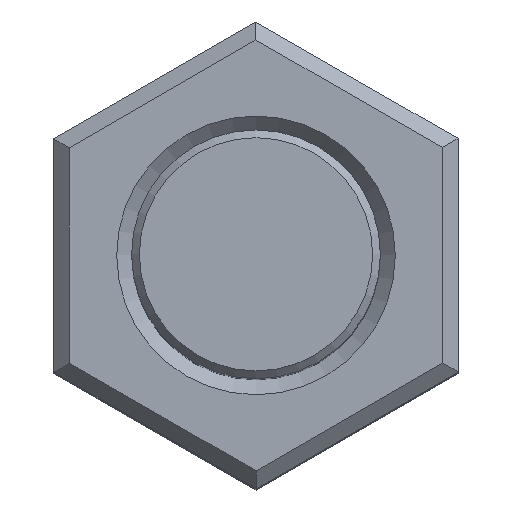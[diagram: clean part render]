
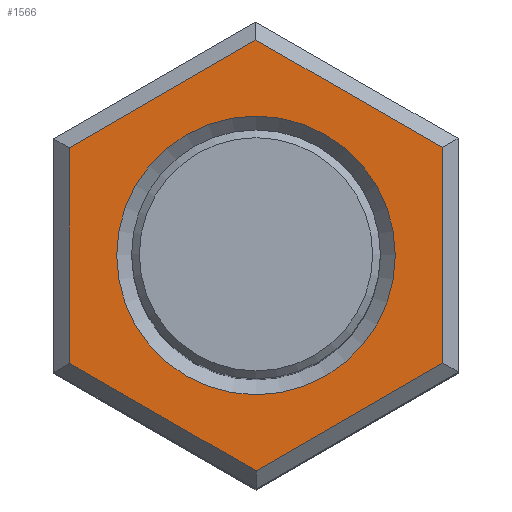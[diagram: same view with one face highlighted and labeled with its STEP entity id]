
A CAD part, top view. The second image highlights one B-rep face of the part: STEP entity #1566.
In plain terms, the highlighted planar face has unit normal (0, 0, 1).
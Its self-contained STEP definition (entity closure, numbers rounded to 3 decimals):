
#17=LINE('',#2756,#101);
#18=LINE('',#2758,#102);
#19=LINE('',#2760,#103);
#20=LINE('',#2762,#104);
#21=LINE('',#2764,#105);
#22=LINE('',#2765,#106);
#101=VECTOR('',#2062,6.928);
#102=VECTOR('',#2063,6.928);
#103=VECTOR('',#2064,6.928);
#104=VECTOR('',#2065,6.928);
#105=VECTOR('',#2066,6.928);
#106=VECTOR('',#2067,6.928);
#233=FACE_BOUND('',#647,.T.);
#498=FACE_OUTER_BOUND('',#646,.T.);
#646=EDGE_LOOP('',(#1263,#1264,#1265,#1266,#1267,#1268));
#647=EDGE_LOOP('',(#1269));
#758=CIRCLE('',#1745,4.48);
#836=VERTEX_POINT('',#2754);
#837=VERTEX_POINT('',#2755);
#838=VERTEX_POINT('',#2757);
#839=VERTEX_POINT('',#2759);
#840=VERTEX_POINT('',#2761);
#841=VERTEX_POINT('',#2763);
#842=VERTEX_POINT('',#2766);
#985=EDGE_CURVE('',#836,#837,#17,.T.);
#986=EDGE_CURVE('',#838,#836,#18,.T.);
#987=EDGE_CURVE('',#839,#838,#19,.T.);
#988=EDGE_CURVE('',#840,#839,#20,.T.);
#989=EDGE_CURVE('',#841,#840,#21,.T.);
#990=EDGE_CURVE('',#837,#841,#22,.T.);
#991=EDGE_CURVE('',#842,#842,#758,.T.);
#1263=ORIENTED_EDGE('',*,*,#985,.F.);
#1264=ORIENTED_EDGE('',*,*,#986,.F.);
#1265=ORIENTED_EDGE('',*,*,#987,.F.);
#1266=ORIENTED_EDGE('',*,*,#988,.F.);
#1267=ORIENTED_EDGE('',*,*,#989,.F.);
#1268=ORIENTED_EDGE('',*,*,#990,.F.);
#1269=ORIENTED_EDGE('',*,*,#991,.F.);
#1459=PLANE('',#1744);
#1566=ADVANCED_FACE('',(#498,#233),#1459,.T.);
#1744=AXIS2_PLACEMENT_3D('',#2753,#2060,#2061);
#1745=AXIS2_PLACEMENT_3D('',#2767,#2068,#2069);
#2060=DIRECTION('center_axis',(0.,0.,
1.));
#2061=DIRECTION('ref_axis',(0.501,-0.866,0.));
#2062=DIRECTION('',(-0.866,-0.501,0.));
#2063=DIRECTION('',(0.001,-1.,0.));
#2064=DIRECTION('',(0.866,-0.499,0.));
#2065=DIRECTION('',(0.866,0.501,0.));
#2066=DIRECTION('',(-0.001,1.,0.));
#2067=DIRECTION('',(-0.866,0.499,0.));
#2068=DIRECTION('center_axis',(0.,0.,
1.));
#2069=DIRECTION('ref_axis',(-0.501,0.866,0.));
#2753=CARTESIAN_POINT('Origin',(0.,0.,
40.5));
#2754=CARTESIAN_POINT('',(6.003,-3.459,40.5));
#2755=CARTESIAN_POINT('',(0.006,-6.928,40.5));
#2756=CARTESIAN_POINT('',(4.629,-4.254,40.5));
#2757=CARTESIAN_POINT('',(5.997,3.469,40.5));
#2758=CARTESIAN_POINT('',(5.998,1.882,40.5));
#2759=CARTESIAN_POINT('',(-0.006,6.928,40.5));
#2760=CARTESIAN_POINT('',(1.37,6.136,40.5));
#2761=CARTESIAN_POINT('',(-6.003,3.459,40.5));
#2762=CARTESIAN_POINT('',(-4.629,4.254,40.5));
#2763=CARTESIAN_POINT('',(-5.997,-3.469,40.5));
#2764=CARTESIAN_POINT('',(-5.998,-1.882,40.5));
#2765=CARTESIAN_POINT('',(-1.37,-6.136,40.5));
#2766=CARTESIAN_POINT('',(2.243,-3.877,40.5));
#2767=CARTESIAN_POINT('Origin',(0.,0.,
40.5));
